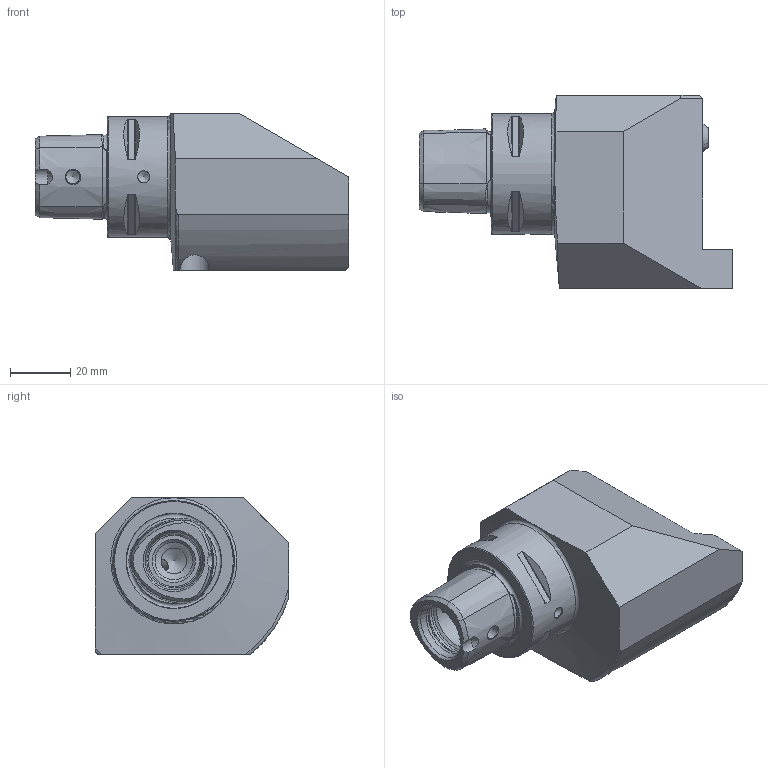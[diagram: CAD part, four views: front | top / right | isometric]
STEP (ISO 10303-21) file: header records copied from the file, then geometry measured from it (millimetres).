
FILE_DESCRIPTION (( 'STEP AP214' ), '1' );
FILE_NAME ('PS4.V25.R11.080.STEP', '2020-11-20T15:58:59', ( '' ), ( '' ), 'SwSTEP 2.0', 'SolidWorks 2017', '' );
FILE_SCHEMA (( 'AUTOMOTIVE_DESIGN' ));
Length unit declared in the file: millimetre
Products named in the file (6): KU1-U12.001.010; PS4-V25.R11.080_A; ISO 4026 - M12 x 25; KU1-U12.001.010_1; PS4.V25.R11.080; KU1-U12.001.010_2
Assembly tree (6 placements, depth 3):
  PS4.V25.R11.080
    PS4-V25.R11.080_A
    KU1-U12.001.010
      KU1-U12.001.010_1
      KU1-U12.001.010_2
    ISO 4026 - M12 x 25  x2
Bounding box: 104 x 64 x 52 mm (x, y, z)
Volume: 142415.1 mm3; surface area: 31142.3 mm2
Topology: 5 solids, 5 shells, 158 faces, 389 edges, 246 vertices
Faces by surface type: plane 58, cone 46, cylinder 31, torus 20, sphere 2, bspline 1
Full cylindrical faces by diameter (mm): 4 x1, 4.2 x2, 4.6 x2, 7 x1, 8.5 x1, 10.2 x2, 12 x4, 12.5 x1, 18 x2, 20 x1, 40 x1
Entity records: 5616 total; most frequent: CARTESIAN_POINT 2254, DIRECTION 630, ORIENTED_EDGE 604, EDGE_CURVE 302, AXIS2_PLACEMENT_3D 263, VERTEX_POINT 211, EDGE_LOOP 205, FACE_OUTER_BOUND 171
